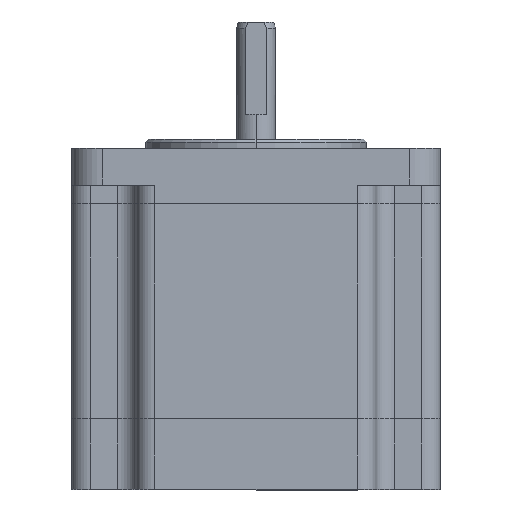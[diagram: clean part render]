
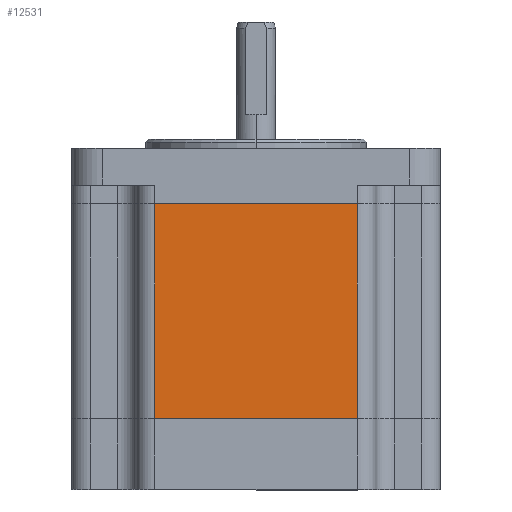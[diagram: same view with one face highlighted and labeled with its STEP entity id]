
A CAD part, top view. The second image highlights one B-rep face of the part: STEP entity #12531.
In plain terms, the highlighted planar face has unit normal (0, 0, 1).
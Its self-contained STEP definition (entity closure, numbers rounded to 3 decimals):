
#345 = EDGE_LOOP ( 'NONE', ( #5854, #5856, #5855, #5857 ) ) ;
#776 = VECTOR ( 'NONE', #1792, 1000. ) ;
#1112 = FACE_OUTER_BOUND ( 'NONE', #345, .T. ) ;
#1118 = AXIS2_PLACEMENT_3D ( 'NONE', #14029, #14030, #14031 ) ;
#1790 = LINE ( 'NONE', #1791, #776 ) ;
#1791 = CARTESIAN_POINT ( 'NONE',  ( -10.296, 46.49, 47.65 ) ) ;
#1792 = DIRECTION ( 'NONE',  ( 1., 0., 0. ) ) ;
#1853 = LINE ( 'NONE', #1854, #10581 ) ;
#1854 = CARTESIAN_POINT ( 'NONE',  ( -10.296, 11.51, 47.65 ) ) ;
#1855 = DIRECTION ( 'NONE',  ( 1., 0., 0. ) ) ;
#1856 = LINE ( 'NONE', #1857, #10582 ) ;
#1857 = CARTESIAN_POINT ( 'NONE',  ( 1.15, 55.5, 47.65 ) ) ;
#1858 = DIRECTION ( 'NONE',  ( 0., -1., 0. ) ) ;
#1859 = LINE ( 'NONE', #1860, #10583 ) ;
#1860 = CARTESIAN_POINT ( 'NONE',  ( 34.15, 55.5, 47.65 ) ) ;
#1861 = DIRECTION ( 'NONE',  ( 0., 1., 0. ) ) ;
#4194 = CARTESIAN_POINT ( 'NONE',  ( 1.15, 46.49, 47.65 ) ) ;
#4195 = CARTESIAN_POINT ( 'NONE',  ( 34.15, 46.49, 47.65 ) ) ;
#4206 = CARTESIAN_POINT ( 'NONE',  ( 1.15, 11.51, 47.65 ) ) ;
#4207 = CARTESIAN_POINT ( 'NONE',  ( 34.15, 11.51, 47.65 ) ) ;
#5038 = VERTEX_POINT ( 'NONE', #4194 ) ;
#5039 = VERTEX_POINT ( 'NONE', #4195 ) ;
#5050 = VERTEX_POINT ( 'NONE', #4206 ) ;
#5051 = VERTEX_POINT ( 'NONE', #4207 ) ;
#5854 = ORIENTED_EDGE ( 'NONE', *, *, #10500, .T. ) ;
#5855 = ORIENTED_EDGE ( 'NONE', *, *, #10501, .T. ) ;
#5856 = ORIENTED_EDGE ( 'NONE', *, *, #10499, .T. ) ;
#5857 = ORIENTED_EDGE ( 'NONE', *, *, #10478, .F. ) ;
#10478 = EDGE_CURVE ( 'NONE', #5038, #5039, #1790, .T. ) ;
#10499 = EDGE_CURVE ( 'NONE', #5050, #5051, #1853, .T. ) ;
#10500 = EDGE_CURVE ( 'NONE', #5038, #5050, #1856, .T. ) ;
#10501 = EDGE_CURVE ( 'NONE', #5051, #5039, #1859, .T. ) ;
#10581 = VECTOR ( 'NONE', #1855, 1000. ) ;
#10582 = VECTOR ( 'NONE', #1858, 1000. ) ;
#10583 = VECTOR ( 'NONE', #1861, 1000. ) ;
#12531 = ADVANCED_FACE ( 'NONE', ( #1112 ), #14028, .F. ) ;
#14028 = PLANE ( 'NONE',  #1118 ) ;
#14029 = CARTESIAN_POINT ( 'NONE',  ( -10.296, 55.5, 47.65 ) ) ;
#14030 = DIRECTION ( 'NONE',  ( 0., 0., -1. ) ) ;
#14031 = DIRECTION ( 'NONE',  ( -1., 0., 0. ) ) ;
